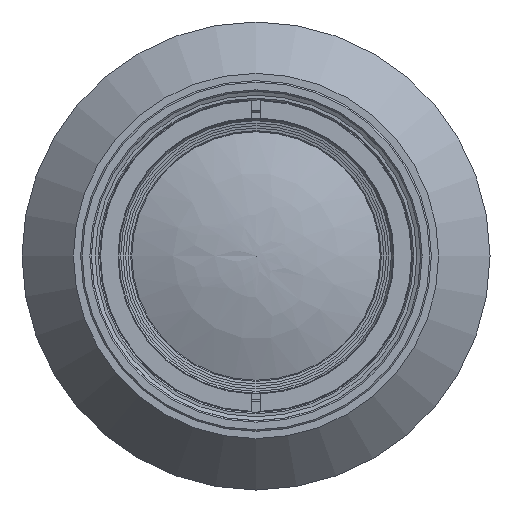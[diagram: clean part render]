
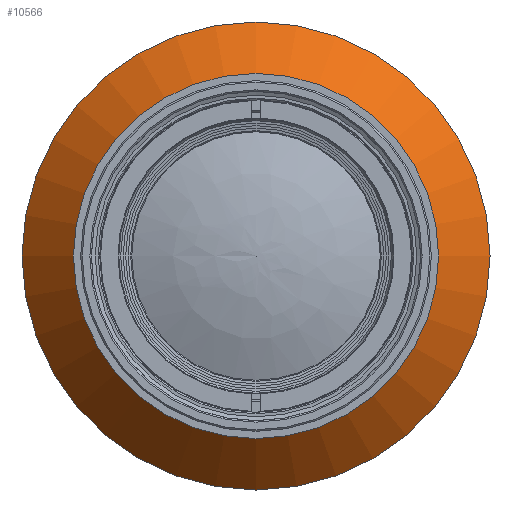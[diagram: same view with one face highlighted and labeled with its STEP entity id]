
A CAD part, left-side view. The second image highlights one B-rep face of the part: STEP entity #10566.
In plain terms, the highlighted conical face has half-angle 42 degrees and reference radius 30.7 mm.
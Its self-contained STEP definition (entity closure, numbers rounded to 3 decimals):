
#9253=CONICAL_SURFACE('',#41858,30.7,42.);
#10566=ADVANCED_FACE('',(#14415,#14416),#9253,.T.);
#14415=FACE_BOUND('',#14578,.T.);
#14416=FACE_BOUND('',#14579,.T.);
#14578=EDGE_LOOP('',(#17238));
#14579=EDGE_LOOP('',(#17239));
#17238=ORIENTED_EDGE('',*,*,#34011,.T.);
#17239=ORIENTED_EDGE('',*,*,#34010,.F.);
#30083=VERTEX_POINT('',#55564);
#30084=VERTEX_POINT('',#55567);
#34010=EDGE_CURVE('',#30083,#30083,#40433,.T.);
#34011=EDGE_CURVE('',#30084,#30084,#40434,.T.);
#40433=CIRCLE('',#41855,30.7);
#40434=CIRCLE('',#41857,23.95);
#41855=AXIS2_PLACEMENT_3D('',#55563,#45863,#45864);
#41857=AXIS2_PLACEMENT_3D('',#55566,#45867,#45868);
#41858=AXIS2_PLACEMENT_3D('',#55568,#45869,#45870);
#45863=DIRECTION('',(1.,0.,0.));
#45864=DIRECTION('',(0.,0.,1.));
#45867=DIRECTION('',(1.,0.,0.));
#45868=DIRECTION('',(0.,0.,1.));
#45869=DIRECTION('',(1.,0.,0.));
#45870=DIRECTION('',(0.,0.,1.));
#55563=CARTESIAN_POINT('',(15.757,0.,0.));
#55564=CARTESIAN_POINT('',(15.757,0.,30.7));
#55566=CARTESIAN_POINT('',(8.26,0.,0.));
#55567=CARTESIAN_POINT('',(8.26,0.,23.95));
#55568=CARTESIAN_POINT('',(15.757,0.,0.));
